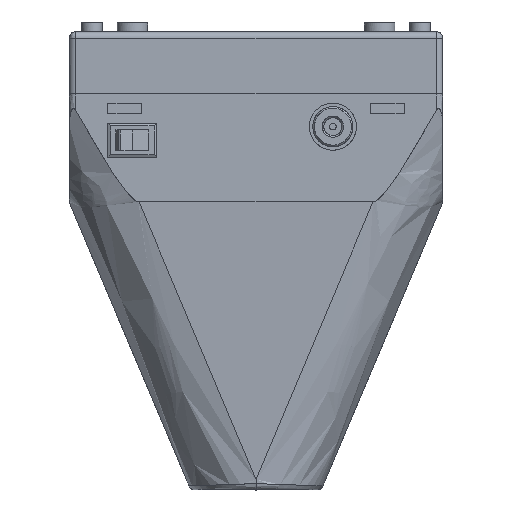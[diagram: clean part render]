
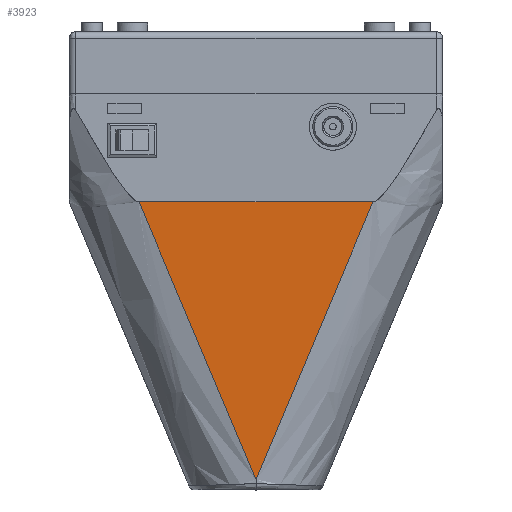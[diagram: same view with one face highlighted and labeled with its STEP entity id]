
A CAD part, top view. The second image highlights one B-rep face of the part: STEP entity #3923.
In plain terms, the highlighted free-form (B-spline) face has degree [1, 1] with [2, 2] control points.
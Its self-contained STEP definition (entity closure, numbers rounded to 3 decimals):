
#3923 = ADVANCED_FACE('',(#3924),#3947,.T.);
#3924 = FACE_BOUND('',#3925,.T.);
#3925 = EDGE_LOOP('',(#3926,#3935,#3942));
#3926 = ORIENTED_EDGE('',*,*,#3927,.T.);
#3927 = EDGE_CURVE('',#3928,#3930,#3932,.T.);
#3928 = VERTEX_POINT('',#3929);
#3929 = CARTESIAN_POINT('',(46.987,-68.291,
    111.235));
#3930 = VERTEX_POINT('',#3931);
#3931 = CARTESIAN_POINT('',(-46.987,-68.291,
    111.235));
#3932 = B_SPLINE_CURVE_WITH_KNOTS('',1,(#3933,#3934),.UNSPECIFIED.,.F.,
  .F.,(2,2),(0.,71.556),.PIECEWISE_BEZIER_KNOTS.);
#3933 = CARTESIAN_POINT('',(46.987,-68.291,
    111.235));
#3934 = CARTESIAN_POINT('',(-46.987,-68.291,
    111.235));
#3935 = ORIENTED_EDGE('',*,*,#3936,.T.);
#3936 = EDGE_CURVE('',#3930,#3937,#3939,.T.);
#3937 = VERTEX_POINT('',#3938);
#3938 = CARTESIAN_POINT('',(0.,-179.742,106.169));
#3939 = B_SPLINE_CURVE_WITH_KNOTS('',1,(#3940,#3941),.UNSPECIFIED.,.F.,
  .F.,(2,2),(0.,92.179),.PIECEWISE_BEZIER_KNOTS.);
#3940 = CARTESIAN_POINT('',(-46.987,-68.291,
    111.235));
#3941 = CARTESIAN_POINT('',(0.,-179.742,106.169));
#3942 = ORIENTED_EDGE('',*,*,#3943,.T.);
#3943 = EDGE_CURVE('',#3937,#3928,#3944,.T.);
#3944 = B_SPLINE_CURVE_WITH_KNOTS('',1,(#3945,#3946),.UNSPECIFIED.,.F.,
  .F.,(2,2),(0.,92.179),.PIECEWISE_BEZIER_KNOTS.);
#3945 = CARTESIAN_POINT('',(0.,-179.742,106.169));
#3946 = CARTESIAN_POINT('',(46.987,-68.291,
    111.235));
#3947 = B_SPLINE_SURFACE_WITH_KNOTS('',1,1,(
    (#3948,#3949)
    ,(#3950,#3951
    )),.UNSPECIFIED.,.F.,.F.,.F.,(2,2),(2,2),(0.,84.952),(
    0.429,71.986),.PIECEWISE_BEZIER_KNOTS.);
#3948 = CARTESIAN_POINT('',(-46.987,-68.291,
    111.235));
#3949 = CARTESIAN_POINT('',(46.987,-68.291,
    111.235));
#3950 = CARTESIAN_POINT('',(-46.987,-179.742,
    106.169));
#3951 = CARTESIAN_POINT('',(46.987,-179.742,
    106.169));
